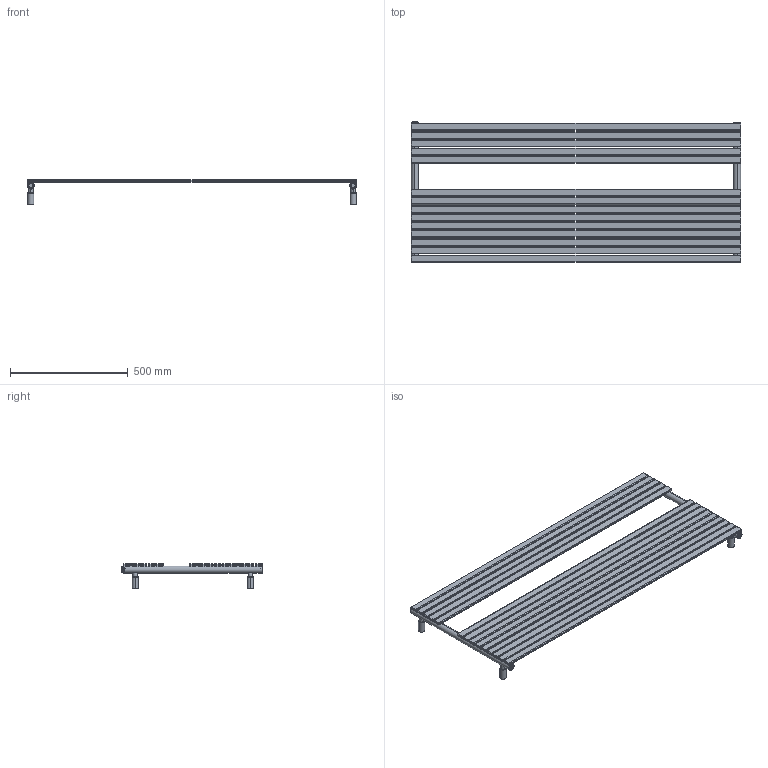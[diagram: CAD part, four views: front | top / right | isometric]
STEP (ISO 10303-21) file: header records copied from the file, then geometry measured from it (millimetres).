
FILE_DESCRIPTION((''),'2;1');
FILE_NAME('3551610131004_3D_SITO_ASM','2022-11-07T10:45:45',('PC132'),(''),'CREO PARAMETRIC BY PTC INC, 2022124','CREO PARAMETRIC BY PTC INC, 2022124','');
FILE_SCHEMA(('AUTOMOTIVE_DESIGN { 1 0 10303 214 1 1 1 1 }'));
Length unit declared in the file: millimetre
Products named in the file (3): 3551610131004_3D_SITO; 1041001240010; 3551610131004_3D_SITO_ASM
Assembly tree (2 placements, depth 2):
  3551610131004_3D_SITO_ASM
    3551610131004_3D_SITO
    1041001240010
Bounding box: 1400 x 601.6 x 105 mm (x, y, z)
Volume: 6754331.5 mm3; surface area: 1639414.8 mm2
Topology: 18 solids, 18 shells, 480 faces, 1035 edges, 600 vertices
Faces by surface type: cylinder 206, plane 130, bspline 112, torus 26, cone 6
Entity records: 21251 total; most frequent: CARTESIAN_POINT 4915, DIRECTION 2512, ORIENTED_EDGE 2070, PRESENTATION_STYLE_ASSIGNMENT 1131, STYLED_ITEM 1127, CURVE_STYLE 1109, EDGE_CURVE 1035, AXIS2_PLACEMENT_3D 1001
